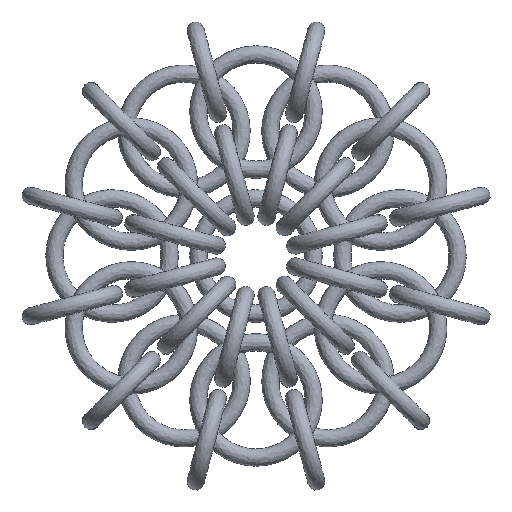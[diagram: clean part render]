
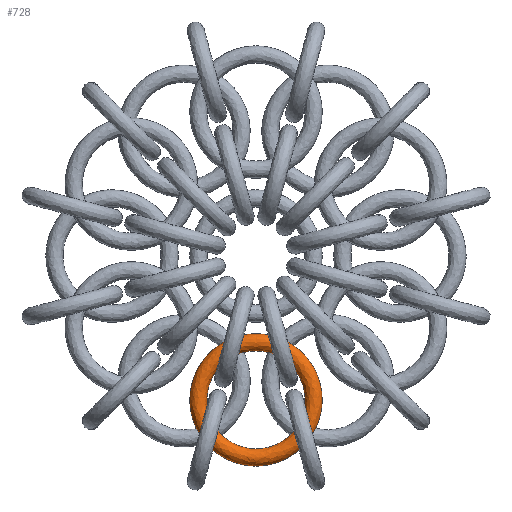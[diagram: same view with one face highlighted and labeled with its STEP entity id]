
A CAD part, front view. The second image highlights one B-rep face of the part: STEP entity #728.
In plain terms, the highlighted free-form (B-spline) face has degree [2, 2] with [7, 7] control points.
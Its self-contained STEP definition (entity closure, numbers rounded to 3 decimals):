
#728 = ADVANCED_FACE('',(#729),#755,.T.);
#729 = FACE_BOUND('',#730,.T.);
#730 = EDGE_LOOP('',(#731,#743,#753,#754));
#731 = ORIENTED_EDGE('',*,*,#732,.F.);
#732 = EDGE_CURVE('',#733,#733,#735,.T.);
#733 = VERTEX_POINT('',#734);
#734 = CARTESIAN_POINT('',(0.,-0.515,-5.375));
#735 = ( BOUNDED_CURVE() B_SPLINE_CURVE(2,(#736,#737,#738,#739,#740,#741
,#742),.UNSPECIFIED.,.T.,.F.) B_SPLINE_CURVE_WITH_KNOTS((1,2,2,2,2,1),(
    -2.094,0.,2.094,4.189,6.283,
8.378),.UNSPECIFIED.) CURVE() GEOMETRIC_REPRESENTATION_ITEM() 
RATIONAL_B_SPLINE_CURVE((1.,0.5,1.,0.5,1.,0.5,1.)) REPRESENTATION_ITEM(
  '') );
#736 = CARTESIAN_POINT('',(0.,-0.515,-5.375));
#737 = CARTESIAN_POINT('',(0.,-0.898,-5.375));
#738 = CARTESIAN_POINT('',(0.,-0.707,-5.044));
#739 = CARTESIAN_POINT('',(0.,-0.515,-4.712));
#740 = CARTESIAN_POINT('',(0.,-0.324,-5.044));
#741 = CARTESIAN_POINT('',(0.,-0.133,-5.375));
#742 = CARTESIAN_POINT('',(0.,-0.515,-5.375));
#743 = ORIENTED_EDGE('',*,*,#744,.T.);
#744 = EDGE_CURVE('',#733,#733,#745,.T.);
#745 = ( BOUNDED_CURVE() B_SPLINE_CURVE(2,(#746,#747,#748,#749,#750,#751
,#752),.UNSPECIFIED.,.T.,.F.) B_SPLINE_CURVE_WITH_KNOTS((1,2,2,2,2,1),(
    -2.094,0.,2.094,4.189,6.283,
8.378),.UNSPECIFIED.) CURVE() GEOMETRIC_REPRESENTATION_ITEM() 
RATIONAL_B_SPLINE_CURVE((1.,0.5,1.,0.5,1.,0.5,1.)) REPRESENTATION_ITEM(
  '') );
#746 = CARTESIAN_POINT('',(0.,-0.515,-5.375));
#747 = CARTESIAN_POINT('',(2.933,-0.515,-5.375
    ));
#748 = CARTESIAN_POINT('',(1.467,-0.515,
    -2.835));
#749 = CARTESIAN_POINT('',(0.,-0.515,
    -0.295));
#750 = CARTESIAN_POINT('',(-1.467,-0.515,
    -2.835));
#751 = CARTESIAN_POINT('',(-2.933,-0.515,
    -5.375));
#752 = CARTESIAN_POINT('',(0.,-0.515,-5.375));
#753 = ORIENTED_EDGE('',*,*,#732,.T.);
#754 = ORIENTED_EDGE('',*,*,#744,.F.);
#755 = ( BOUNDED_SURFACE() B_SPLINE_SURFACE(2,2,(
    (#756,#757,#758,#759,#760,#761,#762)
    ,(#763,#764,#765,#766,#767,#768,#769)
    ,(#770,#771,#772,#773,#774,#775,#776)
    ,(#777,#778,#779,#780,#781,#782,#783)
    ,(#784,#785,#786,#787,#788,#789,#790)
    ,(#791,#792,#793,#794,#795,#796,#797)
    ,(#798,#799,#800,#801,#802,#803,#804
)),.UNSPECIFIED.,.T.,.T.,.F.) B_SPLINE_SURFACE_WITH_KNOTS((1,2,2,2,2,1),
  (1,2,2,2,2,1),(-2.094,0.,2.094,4.189,
    6.283,8.378),(-2.094,0.,2.094,
    4.189,6.283,8.378),.UNSPECIFIED.) 
GEOMETRIC_REPRESENTATION_ITEM() RATIONAL_B_SPLINE_SURFACE((
    (1.,0.5,1.,0.5,1.,0.5,1.)
    ,(0.5,0.25,0.5,0.25,0.5,0.25,0.5)
    ,(1.,0.5,1.,0.5,1.,0.5,1.)
    ,(0.5,0.25,0.5,0.25,0.5,0.25,0.5)
    ,(1.,0.5,1.,0.5,1.,0.5,1.)
    ,(0.5,0.25,0.5,0.25,0.5,0.25,0.5)
,(1.,0.5,1.,0.5,1.,0.5,1.))) REPRESENTATION_ITEM('') SURFACE() );
#756 = CARTESIAN_POINT('',(0.,-0.515,-5.375));
#757 = CARTESIAN_POINT('',(0.,-0.898,-5.375));
#758 = CARTESIAN_POINT('',(0.,-0.707,-5.044));
#759 = CARTESIAN_POINT('',(0.,-0.515,-4.712));
#760 = CARTESIAN_POINT('',(0.,-0.324,-5.044));
#761 = CARTESIAN_POINT('',(0.,-0.133,-5.375));
#762 = CARTESIAN_POINT('',(0.,-0.515,-5.375));
#763 = CARTESIAN_POINT('',(2.933,-0.515,-5.375
    ));
#764 = CARTESIAN_POINT('',(2.933,-0.898,-5.375
    ));
#765 = CARTESIAN_POINT('',(2.359,-0.707,
    -5.044));
#766 = CARTESIAN_POINT('',(1.785,-0.515,
    -4.712));
#767 = CARTESIAN_POINT('',(2.359,-0.324,
    -5.044));
#768 = CARTESIAN_POINT('',(2.933,-0.133,-5.375)
  );
#769 = CARTESIAN_POINT('',(2.933,-0.515,-5.375
    ));
#770 = CARTESIAN_POINT('',(1.467,-0.515,
    -2.835));
#771 = CARTESIAN_POINT('',(1.467,-0.898,
    -2.835));
#772 = CARTESIAN_POINT('',(1.18,-0.707,-3.)
  );
#773 = CARTESIAN_POINT('',(0.893,-0.515,
    -3.166));
#774 = CARTESIAN_POINT('',(1.18,-0.324,-3.)
  );
#775 = CARTESIAN_POINT('',(1.467,-0.133,-2.835
    ));
#776 = CARTESIAN_POINT('',(1.467,-0.515,
    -2.835));
#777 = CARTESIAN_POINT('',(0.,-0.515,
    -0.295));
#778 = CARTESIAN_POINT('',(0.,-0.898,
    -0.295));
#779 = CARTESIAN_POINT('',(0.,-0.707,
    -0.957));
#780 = CARTESIAN_POINT('',(0.,-0.515,
    -1.62));
#781 = CARTESIAN_POINT('',(0.,-0.324,
    -0.957));
#782 = CARTESIAN_POINT('',(0.,-0.133,
    -0.295));
#783 = CARTESIAN_POINT('',(0.,-0.515,
    -0.295));
#784 = CARTESIAN_POINT('',(-1.467,-0.515,
    -2.835));
#785 = CARTESIAN_POINT('',(-1.467,-0.898,
    -2.835));
#786 = CARTESIAN_POINT('',(-1.18,-0.707,-3.
    ));
#787 = CARTESIAN_POINT('',(-0.893,-0.515,
    -3.166));
#788 = CARTESIAN_POINT('',(-1.18,-0.324,-3.
    ));
#789 = CARTESIAN_POINT('',(-1.467,-0.133,
    -2.835));
#790 = CARTESIAN_POINT('',(-1.467,-0.515,
    -2.835));
#791 = CARTESIAN_POINT('',(-2.933,-0.515,
    -5.375));
#792 = CARTESIAN_POINT('',(-2.933,-0.898,
    -5.375));
#793 = CARTESIAN_POINT('',(-2.359,-0.707,
    -5.044));
#794 = CARTESIAN_POINT('',(-1.785,-0.515,
    -4.712));
#795 = CARTESIAN_POINT('',(-2.359,-0.324,
    -5.044));
#796 = CARTESIAN_POINT('',(-2.933,-0.133,-5.375
    ));
#797 = CARTESIAN_POINT('',(-2.933,-0.515,
    -5.375));
#798 = CARTESIAN_POINT('',(0.,-0.515,-5.375));
#799 = CARTESIAN_POINT('',(0.,-0.898,-5.375));
#800 = CARTESIAN_POINT('',(0.,-0.707,-5.044));
#801 = CARTESIAN_POINT('',(0.,-0.515,-4.712));
#802 = CARTESIAN_POINT('',(0.,-0.324,-5.044));
#803 = CARTESIAN_POINT('',(0.,-0.133,-5.375));
#804 = CARTESIAN_POINT('',(0.,-0.515,-5.375));
